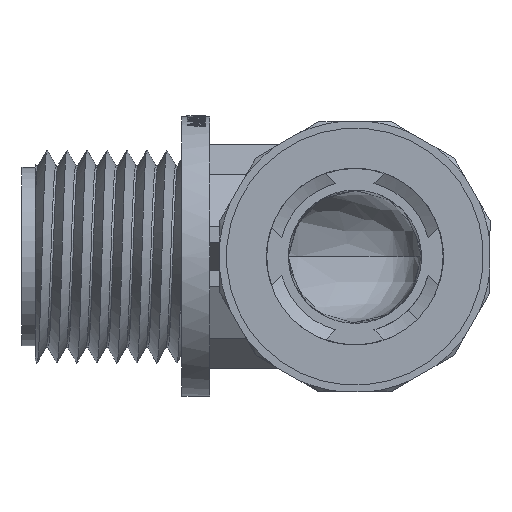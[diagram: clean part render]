
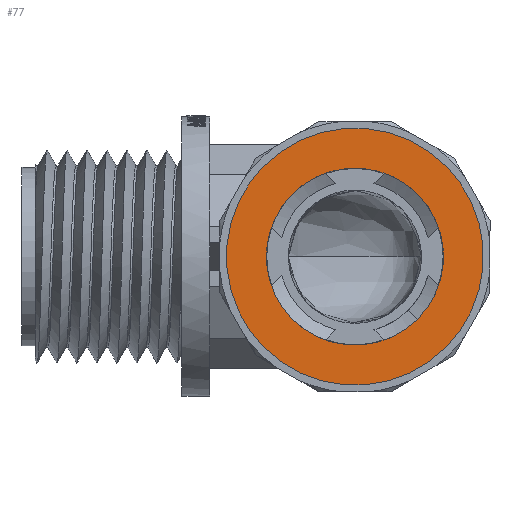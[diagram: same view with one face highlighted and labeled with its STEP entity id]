
A CAD part, front view. The second image highlights one B-rep face of the part: STEP entity #77.
In plain terms, the highlighted planar face has unit normal (0, -1, 0).
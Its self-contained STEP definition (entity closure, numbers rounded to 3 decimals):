
#27 = EDGE_CURVE ( 'NONE', #2810, #2809, #4921, .T. ) ;
#28 = EDGE_LOOP ( 'NONE', ( #58, #59 ) ) ;
#58 = ORIENTED_EDGE ( 'NONE', *, *, #2808, .F. ) ;
#59 = ORIENTED_EDGE ( 'NONE', *, *, #27, .F. ) ;
#60 = EDGE_LOOP ( 'NONE', ( #61, #62 ) ) ;
#61 = ORIENTED_EDGE ( 'NONE', *, *, #3172, .T. ) ;
#62 = ORIENTED_EDGE ( 'NONE', *, *, #2737, .T. ) ;
#77 = ADVANCED_FACE ( 'NONE', ( #5140, #5072 ), #5071, .F. ) ;
#2737 = EDGE_CURVE ( 'NONE', #2738, #2739, #12541, .T. ) ;
#2738 = VERTEX_POINT ( 'NONE', #12537 ) ;
#2739 = VERTEX_POINT ( 'NONE', #12536 ) ;
#2808 = EDGE_CURVE ( 'NONE', #2809, #2810, #17694, .T. ) ;
#2809 = VERTEX_POINT ( 'NONE', #17690 ) ;
#2810 = VERTEX_POINT ( 'NONE', #17689 ) ;
#3172 = EDGE_CURVE ( 'NONE', #2739, #2738, #14580, .T. ) ;
#4917 = DIRECTION ( 'NONE',  ( -0.707, 0., 0.707 ) ) ;
#4918 = DIRECTION ( 'NONE',  ( 0., 1., 0. ) ) ;
#4919 = CARTESIAN_POINT ( 'NONE',  ( 3.612, -19.364, 0. ) ) ;
#4920 = AXIS2_PLACEMENT_3D ( 'NONE', #4919, #4918, #4917 ) ;
#4921 = CIRCLE ( 'NONE', #4920, 9.65 ) ;
#5067 = DIRECTION ( 'NONE',  ( -0.707, 0., 0.707 ) ) ;
#5068 = DIRECTION ( 'NONE',  ( 0., 1., 0. ) ) ;
#5069 = CARTESIAN_POINT ( 'NONE',  ( 10.435, -19.364, -6.824 ) ) ;
#5070 = AXIS2_PLACEMENT_3D ( 'NONE', #5069, #5068, #5067 ) ;
#5071 = PLANE ( 'NONE',  #5070 ) ;
#5072 = FACE_BOUND ( 'NONE', #60, .T. ) ;
#5140 = FACE_OUTER_BOUND ( 'NONE', #28, .T. ) ;
#12536 = CARTESIAN_POINT ( 'NONE',  ( -1.09, -19.364, 4.702 ) ) ;
#12537 = CARTESIAN_POINT ( 'NONE',  ( 8.314, -19.364, -4.702 ) ) ;
#12538 = DIRECTION ( 'NONE',  ( -0.707, 0., 0.707 ) ) ;
#12539 = DIRECTION ( 'NONE',  ( 0., 1., 0. ) ) ;
#12540 = AXIS2_PLACEMENT_3D ( 'NONE', #12547, #12539, #12538 ) ;
#12541 = CIRCLE ( 'NONE', #12540, 6.65 ) ;
#12547 = CARTESIAN_POINT ( 'NONE',  ( 3.612, -19.364, 0. ) ) ;
#14543 = DIRECTION ( 'NONE',  ( -0.707, 0., 0.707 ) ) ;
#14573 = DIRECTION ( 'NONE',  ( 0., 1., 0. ) ) ;
#14574 = CARTESIAN_POINT ( 'NONE',  ( 3.612, -19.364, 0. ) ) ;
#14575 = AXIS2_PLACEMENT_3D ( 'NONE', #14574, #14573, #14543 ) ;
#14580 = CIRCLE ( 'NONE', #14575, 6.65 ) ;
#17689 = CARTESIAN_POINT ( 'NONE',  ( 10.435, -19.364, -6.824 ) ) ;
#17690 = CARTESIAN_POINT ( 'NONE',  ( -3.212, -19.364, 6.824 ) ) ;
#17691 = DIRECTION ( 'NONE',  ( -0.707, 0., 0.707 ) ) ;
#17692 = DIRECTION ( 'NONE',  ( 0., 1., 0. ) ) ;
#17693 = AXIS2_PLACEMENT_3D ( 'NONE', #17699, #17692, #17691 ) ;
#17694 = CIRCLE ( 'NONE', #17693, 9.65 ) ;
#17699 = CARTESIAN_POINT ( 'NONE',  ( 3.612, -19.364, 0. ) ) ;
